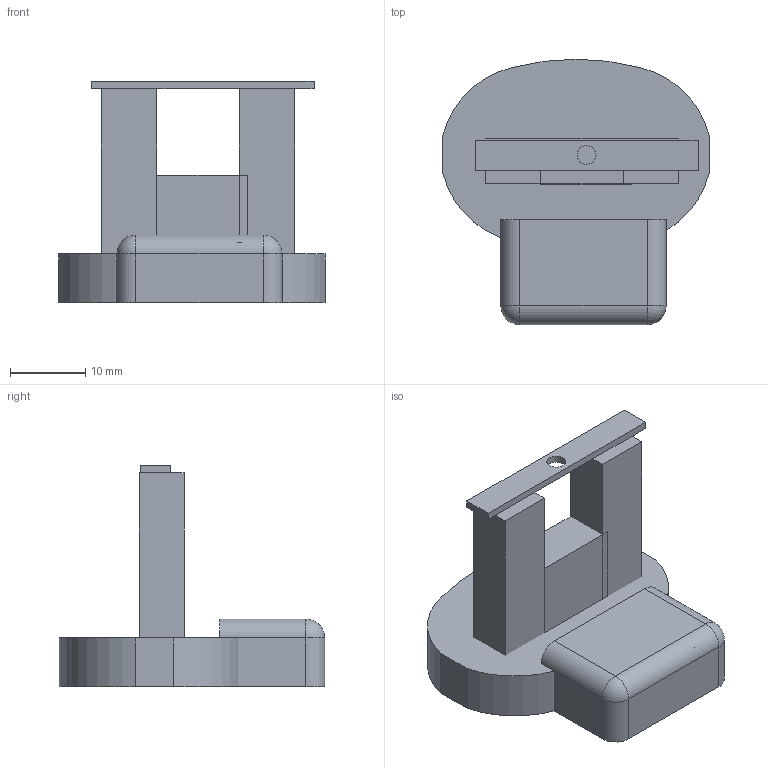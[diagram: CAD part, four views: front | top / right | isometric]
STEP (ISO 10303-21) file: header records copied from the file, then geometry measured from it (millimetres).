
FILE_DESCRIPTION(/* description */ (''),/* implementation_level */ '2;1');
FILE_NAME(/* name */ 'paddleattachement v9.step',/* time_stamp */ '2025-08-08T17:31:35-07:00',/* author */ (''),/* organization */ (''),/* preprocessor_version */ 'ST-DEVELOPER v20.1',/* originating_system */ 'Autodesk Translation Framework v14.10.0.0',/* authorisation */ '');
FILE_SCHEMA (('AUTOMOTIVE_DESIGN { 1 0 10303 214 3 1 1 }'));
Length unit declared in the file: millimetre
Products named in the file (4): FusionComponent; Component2; Component3; Component4
Assembly tree (3 placements, depth 2):
  FusionComponent
    Component2
    Component3
    Component4
Bounding box: 35.48 x 35.37 x 29.5 mm (x, y, z)
Volume: 6313.9 mm3; surface area: 6300.6 mm2
Topology: 3 solids, 3 shells, 70 faces, 166 edges, 106 vertices
Faces by surface type: plane 46, cylinder 22, sphere 2
Full cylindrical faces by diameter (mm): 2.529 x1, 9.525 x2
Entity records: 2129 total; most frequent: DIRECTION 366, CARTESIAN_POINT 349, ORIENTED_EDGE 332, EDGE_CURVE 166, AXIS2_PLACEMENT_3D 123, LINE 120, VECTOR 120, VERTEX_POINT 106
